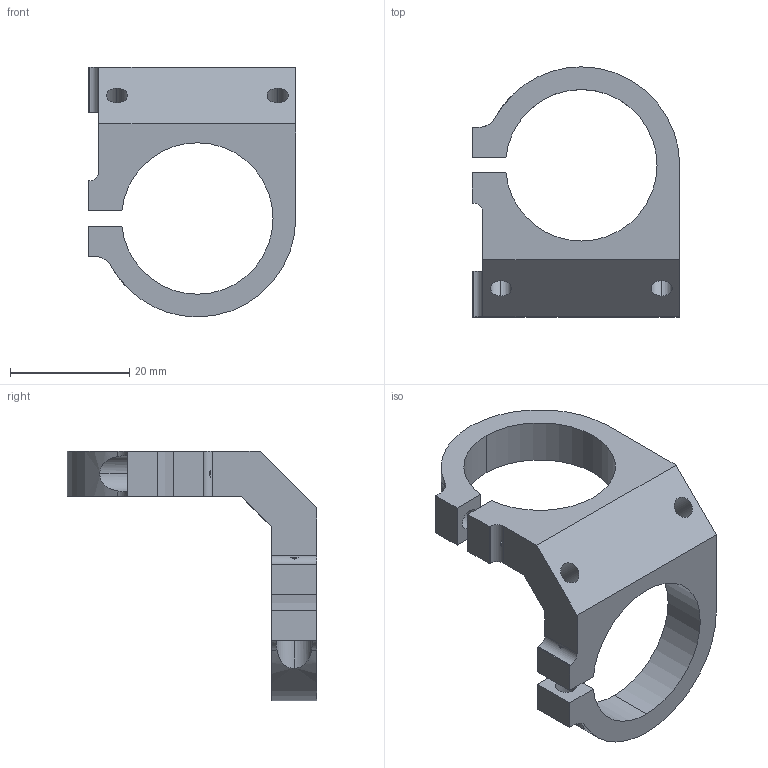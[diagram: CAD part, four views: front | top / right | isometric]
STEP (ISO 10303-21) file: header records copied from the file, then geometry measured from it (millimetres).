
FILE_DESCRIPTION (( 'STEP AP203' ), '1' );
FILE_NAME ('545464.STEP', '2014-07-11T16:40:47', ( 'Kyle' ), ( 'Microsoft' ), 'SwSTEP 2.0', 'SolidWorks 2014', '' );
FILE_SCHEMA (( 'CONFIG_CONTROL_DESIGN' ));
Length unit declared in the file: inch
Products named in the file (1): 545464
Bounding box: 34.8 x 41.91 x 41.91 mm (x, y, z)
Volume: 8376.3 mm3; surface area: 5404.6 mm2
Topology: 1 solids, 1 shells, 62 faces, 179 edges, 115 vertices
Faces by surface type: cylinder 32, plane 26, cone 4
Entity records: 2213 total; most frequent: CARTESIAN_POINT 471, ORIENTED_EDGE 350, DIRECTION 348, EDGE_CURVE 175, AXIS2_PLACEMENT_3D 124, VERTEX_POINT 115, VECTOR 100, LINE 100
